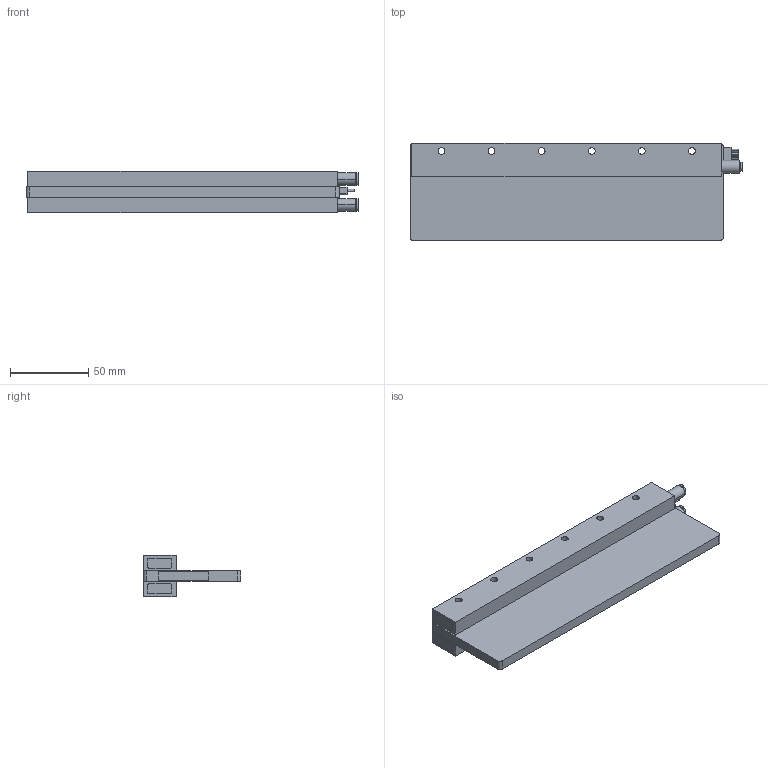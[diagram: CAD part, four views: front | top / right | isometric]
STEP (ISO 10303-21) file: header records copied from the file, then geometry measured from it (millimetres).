
FILE_DESCRIPTION((''),'2;1');
FILE_NAME('1268435-05-COOLED-D01-00-A','2019-03-08T07:45:15',('CH5795'),(''),'CREO PARAMETRIC BY PTC INC, 2017380','CREO PARAMETRIC BY PTC INC, 2017380','');
FILE_SCHEMA(('AUTOMOTIVE_DESIGN { 1 0 10303 214 1 1 1 1 }'));
Length unit declared in the file: millimetre
Products named in the file (1): 1268435-05-COOLED-D01-00-A
Bounding box: 212.1 x 62.3 x 26.5 mm (x, y, z)
Volume: 163157.2 mm3; surface area: 40366.8 mm2
Topology: 1 solids, 1 shells, 115 faces, 282 edges, 184 vertices
Faces by surface type: cylinder 58, plane 57
Entity records: 3825 total; most frequent: DIRECTION 632, CARTESIAN_POINT 583, ORIENTED_EDGE 564, EDGE_CURVE 282, AXIS2_PLACEMENT_3D 235, VERTEX_POINT 184, VECTOR 162, LINE 162
